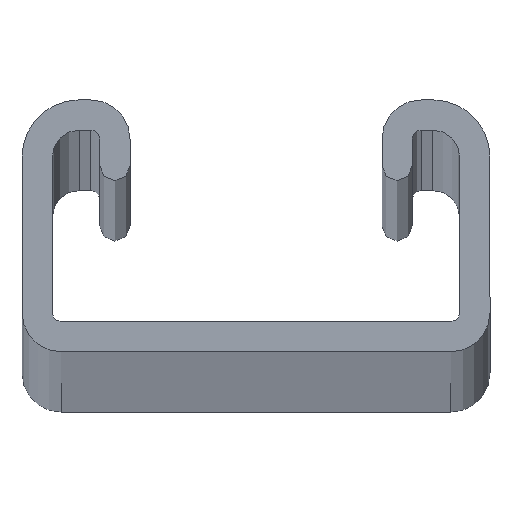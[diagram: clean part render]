
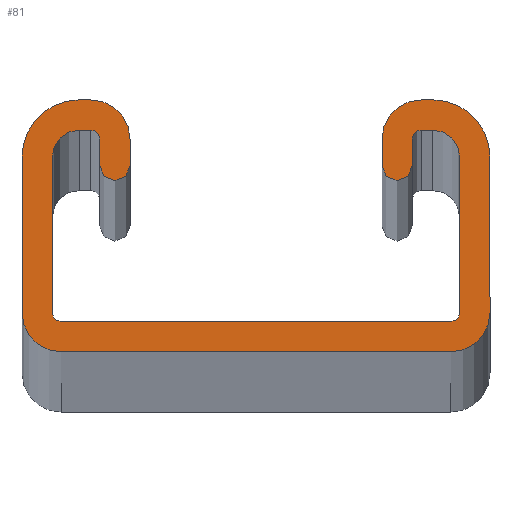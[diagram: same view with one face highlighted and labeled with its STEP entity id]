
A CAD part, top view. The second image highlights one B-rep face of the part: STEP entity #81.
In plain terms, the highlighted planar face has unit normal (0, 0, 1).
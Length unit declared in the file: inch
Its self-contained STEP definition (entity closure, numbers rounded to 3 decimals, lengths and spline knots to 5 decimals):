
#81=ADVANCED_FACE('',(#172),#173,.T.);
#172=FACE_OUTER_BOUND('',#270,.T.);
#173=PLANE('',#271);
#270=EDGE_LOOP('',(#451,#452,#453,#454,#455,#456,#457,#458,#459,#460,#461,#462,#463,#464,#465,#466,#467,#468,#469,#470,#471,#472,#473,#474,#475,#476,#477,#478));
#271=AXIS2_PLACEMENT_3D('',#479,#480,#481);
#451=ORIENTED_EDGE('',*,*,#687,.F.);
#452=ORIENTED_EDGE('',*,*,#675,.F.);
#453=ORIENTED_EDGE('',*,*,#688,.F.);
#454=ORIENTED_EDGE('',*,*,#668,.F.);
#455=ORIENTED_EDGE('',*,*,#689,.F.);
#456=ORIENTED_EDGE('',*,*,#660,.F.);
#457=ORIENTED_EDGE('',*,*,#690,.F.);
#458=ORIENTED_EDGE('',*,*,#683,.F.);
#459=ORIENTED_EDGE('',*,*,#691,.F.);
#460=ORIENTED_EDGE('',*,*,#692,.F.);
#461=ORIENTED_EDGE('',*,*,#693,.F.);
#462=ORIENTED_EDGE('',*,*,#694,.F.);
#463=ORIENTED_EDGE('',*,*,#695,.F.);
#464=ORIENTED_EDGE('',*,*,#696,.F.);
#465=ORIENTED_EDGE('',*,*,#632,.F.);
#466=ORIENTED_EDGE('',*,*,#627,.F.);
#467=ORIENTED_EDGE('',*,*,#672,.F.);
#468=ORIENTED_EDGE('',*,*,#697,.F.);
#469=ORIENTED_EDGE('',*,*,#698,.F.);
#470=ORIENTED_EDGE('',*,*,#612,.F.);
#471=ORIENTED_EDGE('',*,*,#699,.F.);
#472=ORIENTED_EDGE('',*,*,#664,.F.);
#473=ORIENTED_EDGE('',*,*,#700,.F.);
#474=ORIENTED_EDGE('',*,*,#622,.F.);
#475=ORIENTED_EDGE('',*,*,#701,.F.);
#476=ORIENTED_EDGE('',*,*,#679,.F.);
#477=ORIENTED_EDGE('',*,*,#702,.F.);
#478=ORIENTED_EDGE('',*,*,#617,.F.);
#479=CARTESIAN_POINT('',(0.,0.36209,120.0));
#480=DIRECTION('',(0.0,0.0,1.0));
#481=DIRECTION('',(1.0,0.0,0.0));
#612=EDGE_CURVE('',#727,#728,#729,.T.);
#617=EDGE_CURVE('',#736,#737,#738,.T.);
#622=EDGE_CURVE('',#745,#746,#747,.T.);
#627=EDGE_CURVE('',#754,#755,#756,.T.);
#632=EDGE_CURVE('',#755,#763,#764,.T.);
#660=EDGE_CURVE('',#812,#813,#814,.T.);
#664=EDGE_CURVE('',#818,#819,#820,.T.);
#668=EDGE_CURVE('',#824,#825,#826,.T.);
#672=EDGE_CURVE('',#830,#754,#831,.T.);
#675=EDGE_CURVE('',#834,#835,#836,.T.);
#679=EDGE_CURVE('',#840,#841,#842,.T.);
#683=EDGE_CURVE('',#846,#847,#848,.T.);
#687=EDGE_CURVE('',#835,#736,#852,.T.);
#688=EDGE_CURVE('',#825,#834,#853,.T.);
#689=EDGE_CURVE('',#813,#824,#854,.T.);
#690=EDGE_CURVE('',#847,#812,#855,.T.);
#691=EDGE_CURVE('',#856,#846,#857,.T.);
#692=EDGE_CURVE('',#858,#856,#859,.T.);
#693=EDGE_CURVE('',#860,#858,#861,.T.);
#694=EDGE_CURVE('',#862,#860,#863,.T.);
#695=EDGE_CURVE('',#864,#862,#865,.T.);
#696=EDGE_CURVE('',#763,#864,#866,.T.);
#697=EDGE_CURVE('',#867,#830,#868,.T.);
#698=EDGE_CURVE('',#728,#867,#869,.T.);
#699=EDGE_CURVE('',#819,#727,#870,.T.);
#700=EDGE_CURVE('',#746,#818,#871,.T.);
#701=EDGE_CURVE('',#841,#745,#872,.T.);
#702=EDGE_CURVE('',#737,#840,#873,.T.);
#727=VERTEX_POINT('',#898);
#728=VERTEX_POINT('',#899);
#729=LINE('',#900,#901);
#736=VERTEX_POINT('',#911);
#737=VERTEX_POINT('',#912);
#738=LINE('',#913,#914);
#745=VERTEX_POINT('',#924);
#746=VERTEX_POINT('',#925);
#747=LINE('',#926,#927);
#754=VERTEX_POINT('',#937);
#755=VERTEX_POINT('',#938);
#756=LINE('',#939,#940);
#763=VERTEX_POINT('',#950);
#764=CIRCLE('',#951,0.19875);
#812=VERTEX_POINT('',#1010);
#813=VERTEX_POINT('',#1011);
#814=LINE('',#1012,#1013);
#818=VERTEX_POINT('',#1019);
#819=VERTEX_POINT('',#1020);
#820=LINE('',#1021,#1022);
#824=VERTEX_POINT('',#1028);
#825=VERTEX_POINT('',#1029);
#826=LINE('',#1030,#1031);
#830=VERTEX_POINT('',#1037);
#831=CIRCLE('',#1038,0.13625);
#834=VERTEX_POINT('',#1042);
#835=VERTEX_POINT('',#1043);
#836=LINE('',#1044,#1045);
#840=VERTEX_POINT('',#1051);
#841=VERTEX_POINT('',#1052);
#842=LINE('',#1053,#1054);
#846=VERTEX_POINT('',#1060);
#847=VERTEX_POINT('',#1061);
#848=LINE('',#1062,#1063);
#852=CIRCLE('',#1069,0.09375);
#853=CIRCLE('',#1070,0.03125);
#854=CIRCLE('',#1071,0.03125);
#855=CIRCLE('',#1072,0.09375);
#856=VERTEX_POINT('',#1073);
#857=CIRCLE('',#1074,0.03125);
#858=VERTEX_POINT('',#1075);
#859=LINE('',#1076,#1077);
#860=VERTEX_POINT('',#1078);
#861=CIRCLE('',#1079,0.0525);
#862=VERTEX_POINT('',#1080);
#863=LINE('',#1081,#1082);
#864=VERTEX_POINT('',#1083);
#865=CIRCLE('',#1084,0.13625);
#866=LINE('',#1085,#1086);
#867=VERTEX_POINT('',#1087);
#868=LINE('',#1088,#1089);
#869=CIRCLE('',#1090,0.13625);
#870=CIRCLE('',#1091,0.19875);
#871=CIRCLE('',#1092,0.13625);
#872=CIRCLE('',#1093,0.0525);
#873=CIRCLE('',#1094,0.03125);
#898=CARTESIAN_POINT('',(0.8125,0.67625,120.0));
#899=CARTESIAN_POINT('',(0.8125,0.13625,120.0));
#900=CARTESIAN_POINT('',(0.8125,0.13625,120.0));
#901=VECTOR('',#1124,1.0);
#911=CARTESIAN_POINT('',(0.61375,0.77,120.0));
#912=CARTESIAN_POINT('',(0.57375,0.77,120.0));
#913=CARTESIAN_POINT('',(0.57375,0.77,120.0));
#914=VECTOR('',#1128,1.0);
#924=CARTESIAN_POINT('',(0.4375,0.6465,120.0));
#925=CARTESIAN_POINT('',(0.4375,0.73875,120.0));
#926=CARTESIAN_POINT('',(0.4375,0.73875,120.0));
#927=VECTOR('',#1132,1.0);
#937=CARTESIAN_POINT('',(-0.8125,0.13625,120.0));
#938=CARTESIAN_POINT('',(-0.8125,0.67625,120.0));
#939=CARTESIAN_POINT('',(-0.8125,0.67625,120.0));
#940=VECTOR('',#1136,1.0);
#950=CARTESIAN_POINT('',(-0.61375,0.875,120.0));
#951=AXIS2_PLACEMENT_3D('',#1140,#1141,#1142);
#1010=CARTESIAN_POINT('',(-0.7075,0.67625,120.0));
#1011=CARTESIAN_POINT('',(-0.7075,0.13625,120.0));
#1012=CARTESIAN_POINT('',(-0.7075,0.13625,120.0));
#1013=VECTOR('',#1196,1.0);
#1019=CARTESIAN_POINT('',(0.57375,0.875,120.0));
#1020=CARTESIAN_POINT('',(0.61375,0.875,120.0));
#1021=CARTESIAN_POINT('',(0.61375,0.875,120.0));
#1022=VECTOR('',#1199,1.0);
#1028=CARTESIAN_POINT('',(-0.67625,0.105,120.0));
#1029=CARTESIAN_POINT('',(0.67625,0.105,120.0));
#1030=CARTESIAN_POINT('',(0.67625,0.105,120.0));
#1031=VECTOR('',#1202,1.0);
#1037=CARTESIAN_POINT('',(-0.67625,0.0,120.0));
#1038=AXIS2_PLACEMENT_3D('',#1205,#1206,#1207);
#1042=CARTESIAN_POINT('',(0.7075,0.13625,120.0));
#1043=CARTESIAN_POINT('',(0.7075,0.67625,120.0));
#1044=CARTESIAN_POINT('',(0.7075,0.67625,120.0));
#1045=VECTOR('',#1209,1.0);
#1051=CARTESIAN_POINT('',(0.5425,0.73875,120.0));
#1052=CARTESIAN_POINT('',(0.5425,0.6465,120.0));
#1053=CARTESIAN_POINT('',(0.5425,0.6465,120.0));
#1054=VECTOR('',#1212,1.0);
#1060=CARTESIAN_POINT('',(-0.57375,0.77,120.0));
#1061=CARTESIAN_POINT('',(-0.61375,0.77,120.0));
#1062=CARTESIAN_POINT('',(-0.61375,0.77,120.0));
#1063=VECTOR('',#1215,1.0);
#1069=AXIS2_PLACEMENT_3D('',#1218,#1219,#1220);
#1070=AXIS2_PLACEMENT_3D('',#1221,#1222,#1223);
#1071=AXIS2_PLACEMENT_3D('',#1224,#1225,#1226);
#1072=AXIS2_PLACEMENT_3D('',#1227,#1228,#1229);
#1073=CARTESIAN_POINT('',(-0.5425,0.73875,120.0));
#1074=AXIS2_PLACEMENT_3D('',#1230,#1231,#1232);
#1075=CARTESIAN_POINT('',(-0.5425,0.6465,120.0));
#1076=CARTESIAN_POINT('',(-0.5425,0.73875,120.0));
#1077=VECTOR('',#1233,1.0);
#1078=CARTESIAN_POINT('',(-0.4375,0.6465,120.0));
#1079=AXIS2_PLACEMENT_3D('',#1234,#1235,#1236);
#1080=CARTESIAN_POINT('',(-0.4375,0.73875,120.0));
#1081=CARTESIAN_POINT('',(-0.4375,0.6465,120.0));
#1082=VECTOR('',#1237,1.0);
#1083=CARTESIAN_POINT('',(-0.57375,0.875,120.0));
#1084=AXIS2_PLACEMENT_3D('',#1238,#1239,#1240);
#1085=CARTESIAN_POINT('',(-0.57375,0.875,120.0));
#1086=VECTOR('',#1241,1.0);
#1087=CARTESIAN_POINT('',(0.67625,0.0,120.0));
#1088=CARTESIAN_POINT('',(-0.67625,0.0,120.0));
#1089=VECTOR('',#1242,1.0);
#1090=AXIS2_PLACEMENT_3D('',#1243,#1244,#1245);
#1091=AXIS2_PLACEMENT_3D('',#1246,#1247,#1248);
#1092=AXIS2_PLACEMENT_3D('',#1249,#1250,#1251);
#1093=AXIS2_PLACEMENT_3D('',#1252,#1253,#1254);
#1094=AXIS2_PLACEMENT_3D('',#1255,#1256,#1257);
#1124=DIRECTION('',(0.,-1.0,0.0));
#1128=DIRECTION('',(-1.0,0.,0.0));
#1132=DIRECTION('',(0.0,1.0,0.0));
#1136=DIRECTION('',(0.,1.0,0.0));
#1140=CARTESIAN_POINT('',(-0.61375,0.67625,120.0));
#1141=DIRECTION('',(0.0,0.0,-1.0));
#1142=DIRECTION('',(1.0,0.0,0.0));
#1196=DIRECTION('',(0.,-1.0,0.0));
#1199=DIRECTION('',(1.0,0.0,0.0));
#1202=DIRECTION('',(1.0,0.0,0.0));
#1205=CARTESIAN_POINT('',(-0.67625,0.13625,120.0));
#1206=DIRECTION('',(0.0,0.0,-1.0));
#1207=DIRECTION('',(1.0,0.0,0.0));
#1209=DIRECTION('',(0.,1.0,0.0));
#1212=DIRECTION('',(-0.0,-1.0,-0.0));
#1215=DIRECTION('',(-1.0,0.,-0.0));
#1218=CARTESIAN_POINT('',(0.61375,0.67625,120.0));
#1219=DIRECTION('',(0.0,0.0,1.0));
#1220=DIRECTION('',(1.0,0.0,0.0));
#1221=CARTESIAN_POINT('',(0.67625,0.13625,120.0));
#1222=DIRECTION('',(0.0,0.0,1.0));
#1223=DIRECTION('',(1.0,0.0,0.0));
#1224=CARTESIAN_POINT('',(-0.67625,0.13625,120.0));
#1225=DIRECTION('',(0.0,0.0,1.0));
#1226=DIRECTION('',(1.0,0.0,0.0));
#1227=CARTESIAN_POINT('',(-0.61375,0.67625,120.0));
#1228=DIRECTION('',(0.0,0.0,1.0));
#1229=DIRECTION('',(1.0,0.0,0.0));
#1230=CARTESIAN_POINT('',(-0.57375,0.73875,120.0));
#1231=DIRECTION('',(0.0,0.0,1.0));
#1232=DIRECTION('',(1.0,0.0,0.0));
#1233=DIRECTION('',(0.0,1.0,0.0));
#1234=CARTESIAN_POINT('',(-0.49,0.6465,120.0));
#1235=DIRECTION('',(0.0,0.0,-1.0));
#1236=DIRECTION('',(1.0,0.0,0.0));
#1237=DIRECTION('',(-0.0,-1.0,-0.0));
#1238=CARTESIAN_POINT('',(-0.57375,0.73875,120.0));
#1239=DIRECTION('',(0.0,0.0,-1.0));
#1240=DIRECTION('',(1.0,0.0,0.0));
#1241=DIRECTION('',(1.0,0.,0.0));
#1242=DIRECTION('',(-1.0,-0.0,-0.0));
#1243=CARTESIAN_POINT('',(0.67625,0.13625,120.0));
#1244=DIRECTION('',(0.0,0.0,-1.0));
#1245=DIRECTION('',(1.0,0.0,0.0));
#1246=CARTESIAN_POINT('',(0.61375,0.67625,120.0));
#1247=DIRECTION('',(0.0,0.0,-1.0));
#1248=DIRECTION('',(1.0,0.0,0.0));
#1249=CARTESIAN_POINT('',(0.57375,0.73875,120.0));
#1250=DIRECTION('',(0.0,0.0,-1.0));
#1251=DIRECTION('',(1.0,0.0,0.0));
#1252=CARTESIAN_POINT('',(0.49,0.6465,120.0));
#1253=DIRECTION('',(0.0,0.0,-1.0));
#1254=DIRECTION('',(1.0,0.0,0.0));
#1255=CARTESIAN_POINT('',(0.57375,0.73875,120.0));
#1256=DIRECTION('',(0.0,0.0,1.0));
#1257=DIRECTION('',(1.0,0.0,0.0));
